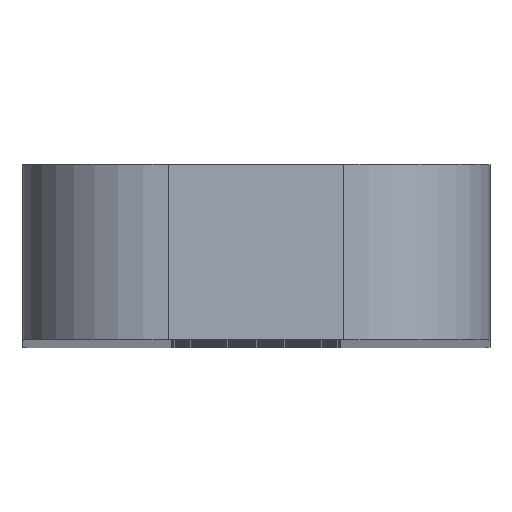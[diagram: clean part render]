
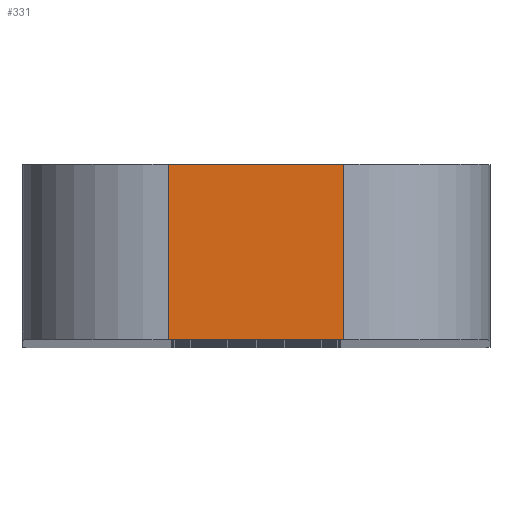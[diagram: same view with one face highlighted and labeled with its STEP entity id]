
A CAD part, top view. The second image highlights one B-rep face of the part: STEP entity #331.
In plain terms, the highlighted planar face has unit normal (0, 0, 1).
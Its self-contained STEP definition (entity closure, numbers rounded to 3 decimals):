
#8 = VERTEX_POINT ( 'NONE', #1097 ) ;
#23 = AXIS2_PLACEMENT_3D ( 'NONE', #63, #844, #1386 ) ;
#63 = CARTESIAN_POINT ( 'NONE',  ( 0., -3., 39. ) ) ;
#101 = LINE ( 'NONE', #1428, #225 ) ;
#118 = EDGE_CURVE ( 'NONE', #766, #1036, #101, .T. ) ;
#122 = VECTOR ( 'NONE', #132, 1000. ) ;
#132 = DIRECTION ( 'NONE',  ( 1., 0., 0. ) ) ;
#157 = FACE_OUTER_BOUND ( 'NONE', #908, .T. ) ;
#225 = VECTOR ( 'NONE', #771, 1000. ) ;
#230 = ORIENTED_EDGE ( 'NONE', *, *, #1125, .T. ) ;
#237 = LINE ( 'NONE', #906, #122 ) ;
#331 = ADVANCED_FACE ( 'NONE', ( #157 ), #1371, .T. ) ;
#361 = VERTEX_POINT ( 'NONE', #380 ) ;
#380 = CARTESIAN_POINT ( 'NONE',  ( 1.5, -3., 39. ) ) ;
#491 = CARTESIAN_POINT ( 'NONE',  ( -1.5, -3., 39. ) ) ;
#494 = DIRECTION ( 'NONE',  ( 0., 1., 0. ) ) ;
#507 = VECTOR ( 'NONE', #494, 1000. ) ;
#610 = DIRECTION ( 'NONE',  ( 1., 0., 0. ) ) ;
#618 = CARTESIAN_POINT ( 'NONE',  ( 1.5, -3., 39. ) ) ;
#740 = CARTESIAN_POINT ( 'NONE',  ( 0., 0., 39. ) ) ;
#756 = ORIENTED_EDGE ( 'NONE', *, *, #118, .F. ) ;
#766 = VERTEX_POINT ( 'NONE', #491 ) ;
#771 = DIRECTION ( 'NONE',  ( 0., 1., 0. ) ) ;
#844 = DIRECTION ( 'NONE',  ( 0., 0., 1. ) ) ;
#906 = CARTESIAN_POINT ( 'NONE',  ( 0., -3., 39. ) ) ;
#908 = EDGE_LOOP ( 'NONE', ( #1160, #756, #230, #1008 ) ) ;
#1008 = ORIENTED_EDGE ( 'NONE', *, *, #1410, .T. ) ;
#1032 = EDGE_CURVE ( 'NONE', #1036, #8, #1067, .T. ) ;
#1036 = VERTEX_POINT ( 'NONE', #1186 ) ;
#1067 = LINE ( 'NONE', #740, #1222 ) ;
#1097 = CARTESIAN_POINT ( 'NONE',  ( 1.5, 0., 39. ) ) ;
#1125 = EDGE_CURVE ( 'NONE', #766, #361, #237, .T. ) ;
#1160 = ORIENTED_EDGE ( 'NONE', *, *, #1032, .F. ) ;
#1186 = CARTESIAN_POINT ( 'NONE',  ( -1.5, 0., 39. ) ) ;
#1222 = VECTOR ( 'NONE', #610, 1000. ) ;
#1292 = LINE ( 'NONE', #618, #507 ) ;
#1371 = PLANE ( 'NONE',  #23 ) ;
#1386 = DIRECTION ( 'NONE',  ( 1., 0., 0. ) ) ;
#1410 = EDGE_CURVE ( 'NONE', #361, #8, #1292, .T. ) ;
#1428 = CARTESIAN_POINT ( 'NONE',  ( -1.5, -3., 39. ) ) ;
